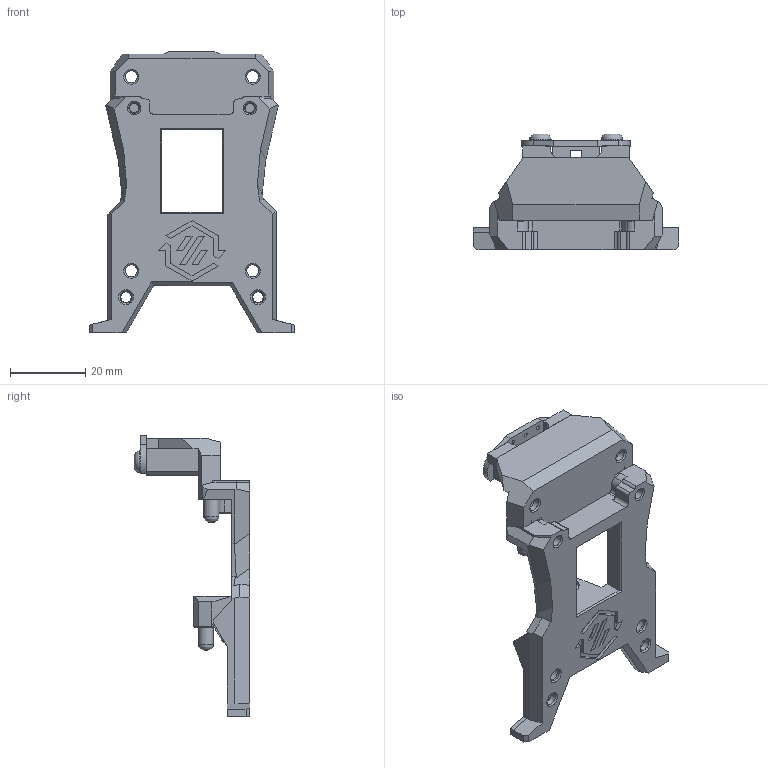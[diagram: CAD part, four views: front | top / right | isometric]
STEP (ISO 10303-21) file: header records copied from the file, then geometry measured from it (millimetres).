
FILE_DESCRIPTION(/* description */ ('','CAx-IF Rec.Pracs.---Representation and Presentation of Product Manufacturing Information (PMI)---4.0---2014-10-13'),/* implementation_level */ '2;1');
FILE_NAME(/* name */ 'StealthBurner.step',/* time_stamp */ '2025-01-25T12:26:57-07:00',/* author */ (''),/* organization */ (''),/* preprocessor_version */ 'ST-DEVELOPER v20',/* originating_system */ 'Autodesk Translation Framework v13.20.0.188',/* authorisation */ '');
FILE_SCHEMA (('AP242_MANAGED_MODEL_BASED_3D_ENGINEERING_MIM_LF { 1 0 10303 442 1 1 4 }'));
Length unit declared in the file: millimetre
Products named in the file (12): StealthBurner SC V1.1R2; Backplate; Hardware (1); Tap_Sensor; Board; Sensor; M3x6 BHCS (2); M3x6 FHCS (7) (1); M3x6 FHCS (7) (1) (1); Pins 4x12 Rounded; Pins 4x12 Rounded (1); Pins 4x12 Rounded (2)
Assembly tree (12 placements, depth 4):
  StealthBurner SC V1.1R2
    Backplate
    Hardware (1)
      Tap_Sensor
        Board
        Sensor
        M3x6 BHCS (2)  x2
      M3x6 FHCS (7) (1)
      M3x6 FHCS (7) (1) (1)
      Pins 4x12 Rounded
      Pins 4x12 Rounded (1)
      Pins 4x12 Rounded (2)
Bounding box: 54.7 x 30.73 x 74.89 mm (x, y, z)
Volume: 17770.1 mm3; surface area: 12722.7 mm2
Topology: 10 solids, 10 shells, 494 faces, 1284 edges, 842 vertices
Faces by surface type: plane 360, cylinder 95, cone 28, bspline 9, torus 2
Full cylindrical faces by diameter (mm): 0.87 x5, 1 x3, 2.529 x8, 2.8 x13, 3 x8, 3.1 x1, 3.2 x8, 4 x3, 4.7 x4, 5.54 x2, 5.7 x2, 6.1 x1, 6.2 x2
Entity records: 23525 total; most frequent: CARTESIAN_POINT 11392, ORIENTED_EDGE 2490, DIRECTION 2332, EDGE_CURVE 1245, LINE 938, VECTOR 938, VERTEX_POINT 818, AXIS2_PLACEMENT_3D 697
